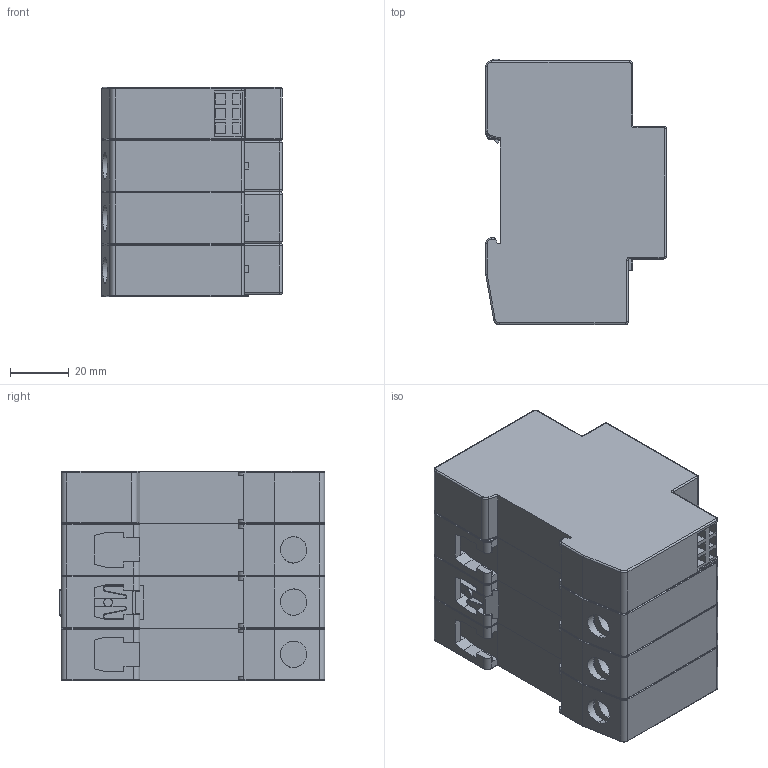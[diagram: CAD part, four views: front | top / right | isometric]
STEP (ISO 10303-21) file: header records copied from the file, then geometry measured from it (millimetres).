
FILE_DESCRIPTION (( 'STEP AP214' ), '1' );
FILE_NAME ('5094576.stp', '2017-08-08T07:04:20', ( '' ), ( '' ), 'SwSTEP 2.0', 'SolidWorks 2016', '' );
FILE_SCHEMA (( 'AUTOMOTIVE_DESIGN' ));
Length unit declared in the file: millimetre
Products named in the file (6): Retesz; V20 Unterteil 1; Schraube; V20 Oberteil; 5094576; V20 Unterteil 2
Assembly tree (11 placements, depth 2):
  5094576
    V20 Unterteil 1
    V20 Unterteil 2  x3
    V20 Oberteil  x3
    Schraube  x3
    Retesz
Bounding box: 61.5 x 90.4 x 71.2 mm (x, y, z)
Volume: 320293.9 mm3; surface area: 81997.7 mm2
Topology: 11 solids, 11 shells, 939 faces, 2340 edges, 1450 vertices
Faces by surface type: plane 478, cylinder 316, torus 138, cone 6, bspline 1
Entity records: 15107 total; most frequent: CARTESIAN_POINT 2553, DIRECTION 2503, ORIENTED_EDGE 2344, EDGE_CURVE 1172, AXIS2_PLACEMENT_3D 880, VECTOR 743, LINE 743, VERTEX_POINT 722
